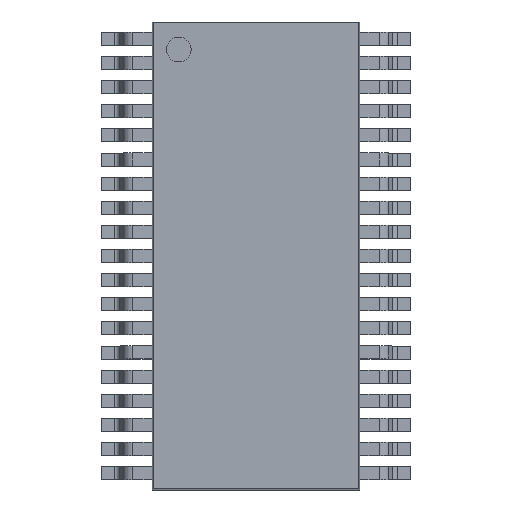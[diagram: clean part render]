
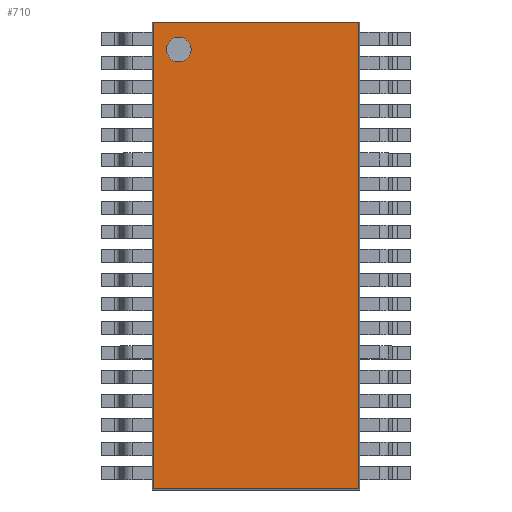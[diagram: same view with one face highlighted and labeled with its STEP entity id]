
A CAD part, top view. The second image highlights one B-rep face of the part: STEP entity #710.
In plain terms, the highlighted planar face has unit normal (0, 0, 1).
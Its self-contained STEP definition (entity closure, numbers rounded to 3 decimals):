
#95 = PLANE('',#96);
#96 = AXIS2_PLACEMENT_3D('',#97,#98,#99);
#97 = CARTESIAN_POINT('',(-2.15,4.84,0.685));
#98 = DIRECTION('',(0.,0.998,0.06
    ));
#99 = DIRECTION('',(-1.,0.,0.));
#208 = PLANE('',#209);
#209 = AXIS2_PLACEMENT_3D('',#210,#211,#212);
#210 = CARTESIAN_POINT('',(-2.14,-4.85,0.685));
#211 = DIRECTION('',(-0.998,0.,
    0.06));
#212 = DIRECTION('',(0.,-1.,0.));
#332 = VERTEX_POINT('',#333);
#333 = CARTESIAN_POINT('',(-2.13,4.83,0.85));
#356 = VERTEX_POINT('',#357);
#357 = CARTESIAN_POINT('',(2.13,4.83,0.85));
#371 = PLANE('',#372);
#372 = AXIS2_PLACEMENT_3D('',#373,#374,#375);
#373 = CARTESIAN_POINT('',(2.14,4.85,0.685));
#374 = DIRECTION('',(0.998,0.,
    0.06));
#375 = DIRECTION('',(0.,1.,0.));
#383 = EDGE_CURVE('',#332,#356,#384,.T.);
#384 = SURFACE_CURVE('',#385,(#389,#396),.PCURVE_S1.);
#385 = LINE('',#386,#387);
#386 = CARTESIAN_POINT('',(-2.15,4.83,0.85));
#387 = VECTOR('',#388,1.);
#388 = DIRECTION('',(1.,0.,0.));
#389 = PCURVE('',#95,#390);
#390 = DEFINITIONAL_REPRESENTATION('',(#391),#395);
#391 = LINE('',#392,#393);
#392 = CARTESIAN_POINT('',(0.,0.165));
#393 = VECTOR('',#394,1.);
#394 = DIRECTION('',(-1.,0.));
#395 = ( GEOMETRIC_REPRESENTATION_CONTEXT(2) 
PARAMETRIC_REPRESENTATION_CONTEXT() REPRESENTATION_CONTEXT('2D SPACE',''
  ) );
#396 = PCURVE('',#397,#402);
#397 = PLANE('',#398);
#398 = AXIS2_PLACEMENT_3D('',#399,#400,#401);
#399 = CARTESIAN_POINT('',(-2.15,4.85,0.85));
#400 = DIRECTION('',(0.,0.,1.));
#401 = DIRECTION('',(1.,0.,0.));
#402 = DEFINITIONAL_REPRESENTATION('',(#403),#407);
#403 = LINE('',#404,#405);
#404 = CARTESIAN_POINT('',(0.,-0.02));
#405 = VECTOR('',#406,1.);
#406 = DIRECTION('',(1.,0.));
#407 = ( GEOMETRIC_REPRESENTATION_CONTEXT(2) 
PARAMETRIC_REPRESENTATION_CONTEXT() REPRESENTATION_CONTEXT('2D SPACE',''
  ) );
#498 = PLANE('',#499);
#499 = AXIS2_PLACEMENT_3D('',#500,#501,#502);
#500 = CARTESIAN_POINT('',(2.15,-4.84,0.685));
#501 = DIRECTION('',(0.,-0.998,
    0.06));
#502 = DIRECTION('',(1.,0.,0.));
#590 = VERTEX_POINT('',#591);
#591 = CARTESIAN_POINT('',(-2.13,-4.83,0.85));
#614 = EDGE_CURVE('',#590,#332,#615,.T.);
#615 = SURFACE_CURVE('',#616,(#620,#627),.PCURVE_S1.);
#616 = LINE('',#617,#618);
#617 = CARTESIAN_POINT('',(-2.13,-4.85,0.85));
#618 = VECTOR('',#619,1.);
#619 = DIRECTION('',(0.,1.,0.));
#620 = PCURVE('',#208,#621);
#621 = DEFINITIONAL_REPRESENTATION('',(#622),#626);
#622 = LINE('',#623,#624);
#623 = CARTESIAN_POINT('',(0.,0.165));
#624 = VECTOR('',#625,1.);
#625 = DIRECTION('',(-1.,0.));
#626 = ( GEOMETRIC_REPRESENTATION_CONTEXT(2) 
PARAMETRIC_REPRESENTATION_CONTEXT() REPRESENTATION_CONTEXT('2D SPACE',''
  ) );
#627 = PCURVE('',#397,#628);
#628 = DEFINITIONAL_REPRESENTATION('',(#629),#633);
#629 = LINE('',#630,#631);
#630 = CARTESIAN_POINT('',(0.02,-9.7));
#631 = VECTOR('',#632,1.);
#632 = DIRECTION('',(0.,1.));
#633 = ( GEOMETRIC_REPRESENTATION_CONTEXT(2) 
PARAMETRIC_REPRESENTATION_CONTEXT() REPRESENTATION_CONTEXT('2D SPACE',''
  ) );
#710 = ADVANCED_FACE('',(#711,#759),#397,.T.);
#711 = FACE_BOUND('',#712,.T.);
#712 = EDGE_LOOP('',(#713,#714,#715,#738));
#713 = ORIENTED_EDGE('',*,*,#383,.F.);
#714 = ORIENTED_EDGE('',*,*,#614,.F.);
#715 = ORIENTED_EDGE('',*,*,#716,.F.);
#716 = EDGE_CURVE('',#717,#590,#719,.T.);
#717 = VERTEX_POINT('',#718);
#718 = CARTESIAN_POINT('',(2.13,-4.83,0.85));
#719 = SURFACE_CURVE('',#720,(#724,#731),.PCURVE_S1.);
#720 = LINE('',#721,#722);
#721 = CARTESIAN_POINT('',(2.15,-4.83,0.85));
#722 = VECTOR('',#723,1.);
#723 = DIRECTION('',(-1.,0.,0.));
#724 = PCURVE('',#397,#725);
#725 = DEFINITIONAL_REPRESENTATION('',(#726),#730);
#726 = LINE('',#727,#728);
#727 = CARTESIAN_POINT('',(4.3,-9.68));
#728 = VECTOR('',#729,1.);
#729 = DIRECTION('',(-1.,0.));
#730 = ( GEOMETRIC_REPRESENTATION_CONTEXT(2) 
PARAMETRIC_REPRESENTATION_CONTEXT() REPRESENTATION_CONTEXT('2D SPACE',''
  ) );
#731 = PCURVE('',#498,#732);
#732 = DEFINITIONAL_REPRESENTATION('',(#733),#737);
#733 = LINE('',#734,#735);
#734 = CARTESIAN_POINT('',(0.,0.165));
#735 = VECTOR('',#736,1.);
#736 = DIRECTION('',(-1.,0.));
#737 = ( GEOMETRIC_REPRESENTATION_CONTEXT(2) 
PARAMETRIC_REPRESENTATION_CONTEXT() REPRESENTATION_CONTEXT('2D SPACE',''
  ) );
#738 = ORIENTED_EDGE('',*,*,#739,.F.);
#739 = EDGE_CURVE('',#356,#717,#740,.T.);
#740 = SURFACE_CURVE('',#741,(#745,#752),.PCURVE_S1.);
#741 = LINE('',#742,#743);
#742 = CARTESIAN_POINT('',(2.13,4.85,0.85));
#743 = VECTOR('',#744,1.);
#744 = DIRECTION('',(0.,-1.,0.));
#745 = PCURVE('',#397,#746);
#746 = DEFINITIONAL_REPRESENTATION('',(#747),#751);
#747 = LINE('',#748,#749);
#748 = CARTESIAN_POINT('',(4.28,0.));
#749 = VECTOR('',#750,1.);
#750 = DIRECTION('',(0.,-1.));
#751 = ( GEOMETRIC_REPRESENTATION_CONTEXT(2) 
PARAMETRIC_REPRESENTATION_CONTEXT() REPRESENTATION_CONTEXT('2D SPACE',''
  ) );
#752 = PCURVE('',#371,#753);
#753 = DEFINITIONAL_REPRESENTATION('',(#754),#758);
#754 = LINE('',#755,#756);
#755 = CARTESIAN_POINT('',(0.,0.165));
#756 = VECTOR('',#757,1.);
#757 = DIRECTION('',(-1.,0.));
#758 = ( GEOMETRIC_REPRESENTATION_CONTEXT(2) 
PARAMETRIC_REPRESENTATION_CONTEXT() REPRESENTATION_CONTEXT('2D SPACE',''
  ) );
#759 = FACE_BOUND('',#760,.T.);
#760 = EDGE_LOOP('',(#761));
#761 = ORIENTED_EDGE('',*,*,#762,.F.);
#762 = EDGE_CURVE('',#763,#763,#765,.T.);
#763 = VERTEX_POINT('',#764);
#764 = CARTESIAN_POINT('',(-1.343,4.278,0.85));
#765 = SURFACE_CURVE('',#766,(#771,#778),.PCURVE_S1.);
#766 = CIRCLE('',#767,0.257);
#767 = AXIS2_PLACEMENT_3D('',#768,#769,#770);
#768 = CARTESIAN_POINT('',(-1.601,4.278,0.85));
#769 = DIRECTION('',(0.,0.,1.));
#770 = DIRECTION('',(1.,0.,0.));
#771 = PCURVE('',#397,#772);
#772 = DEFINITIONAL_REPRESENTATION('',(#773),#777);
#773 = CIRCLE('',#774,0.257);
#774 = AXIS2_PLACEMENT_2D('',#775,#776);
#775 = CARTESIAN_POINT('',(0.549,-0.572));
#776 = DIRECTION('',(1.,0.));
#777 = ( GEOMETRIC_REPRESENTATION_CONTEXT(2) 
PARAMETRIC_REPRESENTATION_CONTEXT() REPRESENTATION_CONTEXT('2D SPACE',''
  ) );
#778 = PCURVE('',#779,#784);
#779 = CYLINDRICAL_SURFACE('',#780,0.257);
#780 = AXIS2_PLACEMENT_3D('',#781,#782,#783);
#781 = CARTESIAN_POINT('',(-1.601,4.278,0.85));
#782 = DIRECTION('',(0.,0.,1.));
#783 = DIRECTION('',(1.,0.,0.));
#784 = DEFINITIONAL_REPRESENTATION('',(#785),#789);
#785 = LINE('',#786,#787);
#786 = CARTESIAN_POINT('',(0.,0.));
#787 = VECTOR('',#788,1.);
#788 = DIRECTION('',(1.,0.));
#789 = ( GEOMETRIC_REPRESENTATION_CONTEXT(2) 
PARAMETRIC_REPRESENTATION_CONTEXT() REPRESENTATION_CONTEXT('2D SPACE',''
  ) );
